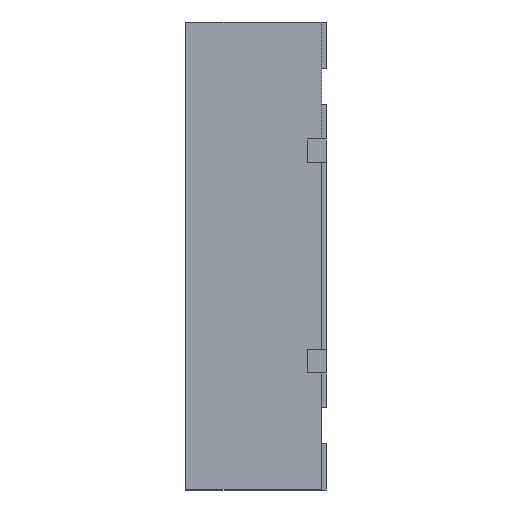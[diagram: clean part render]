
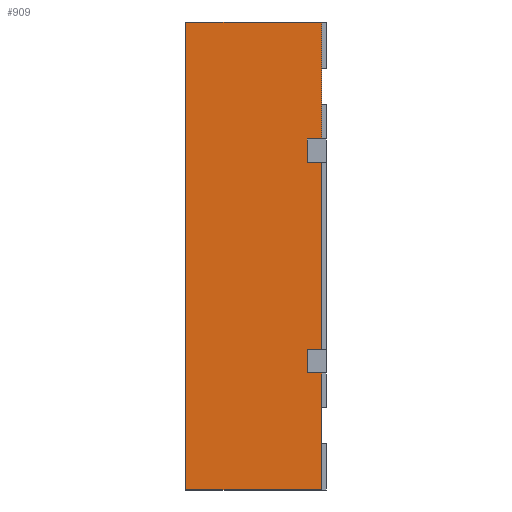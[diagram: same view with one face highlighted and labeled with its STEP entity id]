
A CAD part, left-side view. The second image highlights one B-rep face of the part: STEP entity #909.
In plain terms, the highlighted planar face has unit normal (-1, 0, 0).
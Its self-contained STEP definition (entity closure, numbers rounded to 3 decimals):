
#39 = LINE ( 'NONE', #6790, #6777 ) ;
#116 = EDGE_CURVE ( 'NONE', #7579, #3315, #1946, .T. ) ;
#145 = ORIENTED_EDGE ( 'NONE', *, *, #4891, .F. ) ;
#312 = EDGE_LOOP ( 'NONE', ( #7499, #145, #4061, #7662, #1082, #606, #5519, #1643, #7049, #5381, #2995, #5780 ) ) ;
#484 = CARTESIAN_POINT ( 'NONE',  ( -3., 0.15, -1.25 ) ) ;
#606 = ORIENTED_EDGE ( 'NONE', *, *, #2905, .F. ) ;
#638 = VECTOR ( 'NONE', #5386, 1000. ) ;
#655 = CARTESIAN_POINT ( 'NONE',  ( -3., 1.45, 2.5 ) ) ;
#738 = CARTESIAN_POINT ( 'NONE',  ( -3., 0.15, 1.25 ) ) ;
#909 = ADVANCED_FACE ( 'NONE', ( #5025 ), #2001, .F. ) ;
#1019 = DIRECTION ( 'NONE',  ( 0., -1., 0. ) ) ;
#1078 = LINE ( 'NONE', #1495, #5673 ) ;
#1082 = ORIENTED_EDGE ( 'NONE', *, *, #5098, .T. ) ;
#1176 = LINE ( 'NONE', #5384, #7300 ) ;
#1495 = CARTESIAN_POINT ( 'NONE',  ( -3., 0.15, -1.25 ) ) ;
#1551 = CARTESIAN_POINT ( 'NONE',  ( -3., 1.45, 2.5 ) ) ;
#1595 = CARTESIAN_POINT ( 'NONE',  ( -3., 0.15, 1. ) ) ;
#1630 = CARTESIAN_POINT ( 'NONE',  ( -3., 0., 2.5 ) ) ;
#1643 = ORIENTED_EDGE ( 'NONE', *, *, #1974, .T. ) ;
#1699 = CARTESIAN_POINT ( 'NONE',  ( -3., 0., 2.5 ) ) ;
#1809 = LINE ( 'NONE', #2622, #4952 ) ;
#1946 = LINE ( 'NONE', #2401, #4810 ) ;
#1974 = EDGE_CURVE ( 'NONE', #8060, #6544, #6012, .T. ) ;
#1985 = EDGE_CURVE ( 'NONE', #7579, #7287, #3018, .T. ) ;
#2001 = PLANE ( 'NONE',  #5313 ) ;
#2015 = VECTOR ( 'NONE', #6978, 1000. ) ;
#2401 = CARTESIAN_POINT ( 'NONE',  ( -3., 1.45, -2.5 ) ) ;
#2532 = EDGE_CURVE ( 'NONE', #7287, #4865, #4265, .T. ) ;
#2596 = DIRECTION ( 'NONE',  ( 0., -1., 0. ) ) ;
#2622 = CARTESIAN_POINT ( 'NONE',  ( -3., 0.15, 1. ) ) ;
#2772 = CARTESIAN_POINT ( 'NONE',  ( -3., 0.15, -1. ) ) ;
#2905 = EDGE_CURVE ( 'NONE', #4515, #4538, #1809, .T. ) ;
#2907 = CARTESIAN_POINT ( 'NONE',  ( -3., 0.15, 1.25 ) ) ;
#2977 = VECTOR ( 'NONE', #5969, 1000. ) ;
#2995 = ORIENTED_EDGE ( 'NONE', *, *, #1985, .F. ) ;
#3018 = LINE ( 'NONE', #3471, #6875 ) ;
#3315 = VERTEX_POINT ( 'NONE', #6306 ) ;
#3418 = CARTESIAN_POINT ( 'NONE',  ( -3., 0., -1. ) ) ;
#3471 = CARTESIAN_POINT ( 'NONE',  ( -3., 1.45, 2.5 ) ) ;
#3575 = CARTESIAN_POINT ( 'NONE',  ( -3., 1.45, 2.5 ) ) ;
#3840 = LINE ( 'NONE', #2772, #2977 ) ;
#3869 = VECTOR ( 'NONE', #1019, 1000. ) ;
#3880 = EDGE_CURVE ( 'NONE', #4392, #4494, #3840, .T. ) ;
#3881 = LINE ( 'NONE', #738, #2015 ) ;
#3934 = CARTESIAN_POINT ( 'NONE',  ( -3., 0., 2.5 ) ) ;
#3990 = LINE ( 'NONE', #1699, #7371 ) ;
#4061 = ORIENTED_EDGE ( 'NONE', *, *, #7717, .F. ) ;
#4072 = CARTESIAN_POINT ( 'NONE',  ( -3., 0.15, 1.25 ) ) ;
#4148 = CARTESIAN_POINT ( 'NONE',  ( -3., 0., 1. ) ) ;
#4163 = DIRECTION ( 'NONE',  ( 0., 0., 1. ) ) ;
#4235 = CARTESIAN_POINT ( 'NONE',  ( -3., 0., -1.25 ) ) ;
#4265 = LINE ( 'NONE', #1551, #3869 ) ;
#4386 = LINE ( 'NONE', #1630, #638 ) ;
#4392 = VERTEX_POINT ( 'NONE', #6447 ) ;
#4430 = DIRECTION ( 'NONE',  ( 1., 0., 0. ) ) ;
#4494 = VERTEX_POINT ( 'NONE', #3418 ) ;
#4515 = VERTEX_POINT ( 'NONE', #1595 ) ;
#4538 = VERTEX_POINT ( 'NONE', #4148 ) ;
#4810 = VECTOR ( 'NONE', #6803, 1000. ) ;
#4865 = VERTEX_POINT ( 'NONE', #3934 ) ;
#4891 = EDGE_CURVE ( 'NONE', #5459, #7341, #1078, .T. ) ;
#4952 = VECTOR ( 'NONE', #2596, 1000. ) ;
#4977 = DIRECTION ( 'NONE',  ( 0., -1., 0. ) ) ;
#5025 = FACE_OUTER_BOUND ( 'NONE', #312, .T. ) ;
#5060 = DIRECTION ( 'NONE',  ( 0., 0., -1. ) ) ;
#5098 = EDGE_CURVE ( 'NONE', #4494, #4538, #1176, .T. ) ;
#5313 = AXIS2_PLACEMENT_3D ( 'NONE', #655, #4430, #5060 ) ;
#5315 = CARTESIAN_POINT ( 'NONE',  ( -3., 1.45, -2.5 ) ) ;
#5325 = DIRECTION ( 'NONE',  ( 0., 0., 1. ) ) ;
#5381 = ORIENTED_EDGE ( 'NONE', *, *, #2532, .F. ) ;
#5384 = CARTESIAN_POINT ( 'NONE',  ( -3., 0., 2.5 ) ) ;
#5386 = DIRECTION ( 'NONE',  ( 0., 0., 1. ) ) ;
#5459 = VERTEX_POINT ( 'NONE', #484 ) ;
#5519 = ORIENTED_EDGE ( 'NONE', *, *, #6946, .F. ) ;
#5673 = VECTOR ( 'NONE', #7696, 1000. ) ;
#5780 = ORIENTED_EDGE ( 'NONE', *, *, #116, .T. ) ;
#5969 = DIRECTION ( 'NONE',  ( 0., -1., 0. ) ) ;
#6012 = LINE ( 'NONE', #2907, #7940 ) ;
#6049 = CARTESIAN_POINT ( 'NONE',  ( -3., 0., 1.25 ) ) ;
#6114 = EDGE_CURVE ( 'NONE', #3315, #7341, #3990, .T. ) ;
#6153 = DIRECTION ( 'NONE',  ( 0., 0., 1. ) ) ;
#6306 = CARTESIAN_POINT ( 'NONE',  ( -3., 0., -2.5 ) ) ;
#6447 = CARTESIAN_POINT ( 'NONE',  ( -3., 0.15, -1. ) ) ;
#6451 = EDGE_CURVE ( 'NONE', #6544, #4865, #4386, .T. ) ;
#6544 = VERTEX_POINT ( 'NONE', #6049 ) ;
#6777 = VECTOR ( 'NONE', #7465, 1000. ) ;
#6790 = CARTESIAN_POINT ( 'NONE',  ( -3., 0.15, -1.25 ) ) ;
#6803 = DIRECTION ( 'NONE',  ( 0., -1., 0. ) ) ;
#6875 = VECTOR ( 'NONE', #6153, 1000. ) ;
#6946 = EDGE_CURVE ( 'NONE', #8060, #4515, #3881, .T. ) ;
#6978 = DIRECTION ( 'NONE',  ( 0., 0., -1. ) ) ;
#7049 = ORIENTED_EDGE ( 'NONE', *, *, #6451, .T. ) ;
#7287 = VERTEX_POINT ( 'NONE', #3575 ) ;
#7300 = VECTOR ( 'NONE', #5325, 1000. ) ;
#7341 = VERTEX_POINT ( 'NONE', #4235 ) ;
#7371 = VECTOR ( 'NONE', #4163, 1000. ) ;
#7465 = DIRECTION ( 'NONE',  ( 0., 0., -1. ) ) ;
#7499 = ORIENTED_EDGE ( 'NONE', *, *, #6114, .T. ) ;
#7579 = VERTEX_POINT ( 'NONE', #5315 ) ;
#7662 = ORIENTED_EDGE ( 'NONE', *, *, #3880, .T. ) ;
#7696 = DIRECTION ( 'NONE',  ( 0., -1., 0. ) ) ;
#7717 = EDGE_CURVE ( 'NONE', #4392, #5459, #39, .T. ) ;
#7940 = VECTOR ( 'NONE', #4977, 1000. ) ;
#8060 = VERTEX_POINT ( 'NONE', #4072 ) ;
